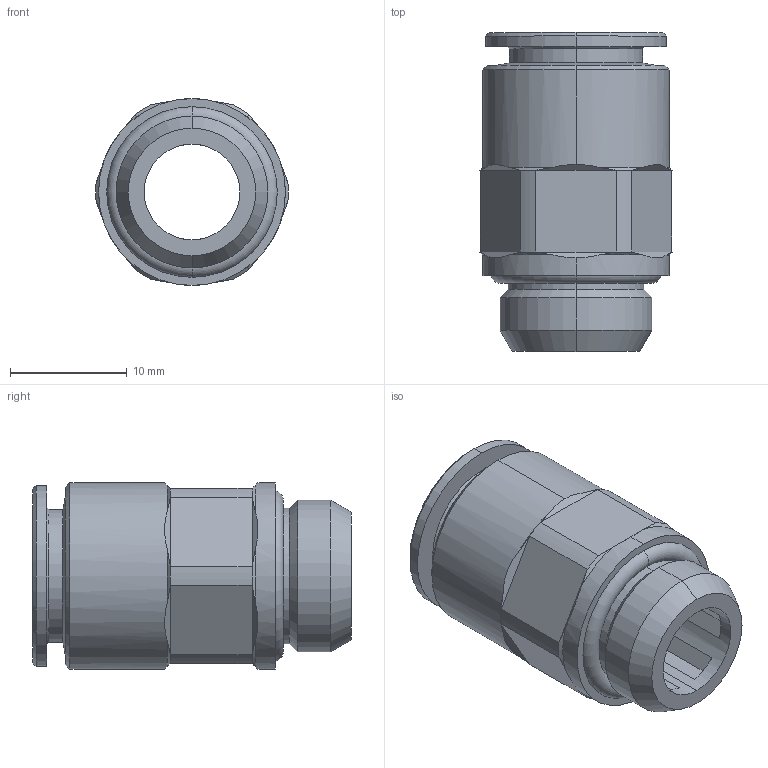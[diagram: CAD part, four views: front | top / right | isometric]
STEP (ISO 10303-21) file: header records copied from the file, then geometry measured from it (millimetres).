
FILE_DESCRIPTION (( 'STEP AP203' ), '1' );
FILE_NAME ('A0020052.STEP', '2009-01-20T09:19:47', ( '' ), ( 'sopra-pneumatic' ), 'SwSTEP 2.0', 'SolidWorks 2008', '' );
FILE_SCHEMA (( 'CONFIG_CONTROL_DESIGN' ));
Length unit declared in the file: millimetre
Products named in the file (1): A0020052
Bounding box: 16.49 x 27.3 x 16 mm (x, y, z)
Volume: 2774.7 mm3; surface area: 2548.9 mm2
Topology: 1 solids, 1 shells, 93 faces, 220 edges, 132 vertices
Faces by surface type: plane 41, cone 28, cylinder 22, torus 2
Entity records: 2761 total; most frequent: CARTESIAN_POINT 602, ORIENTED_EDGE 440, DIRECTION 438, EDGE_CURVE 220, AXIS2_PLACEMENT_3D 176, VERTEX_POINT 132, EDGE_LOOP 98, FACE_OUTER_BOUND 93
